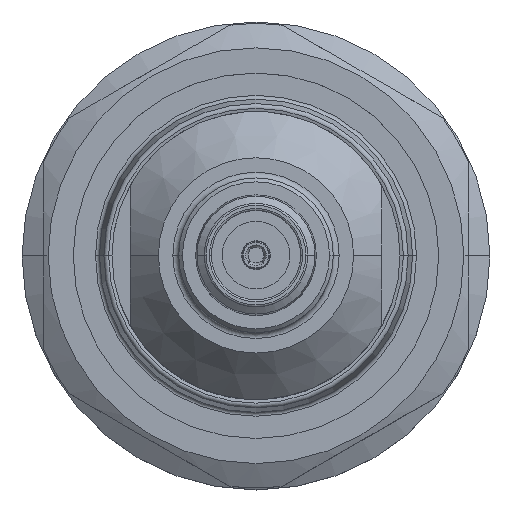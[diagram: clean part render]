
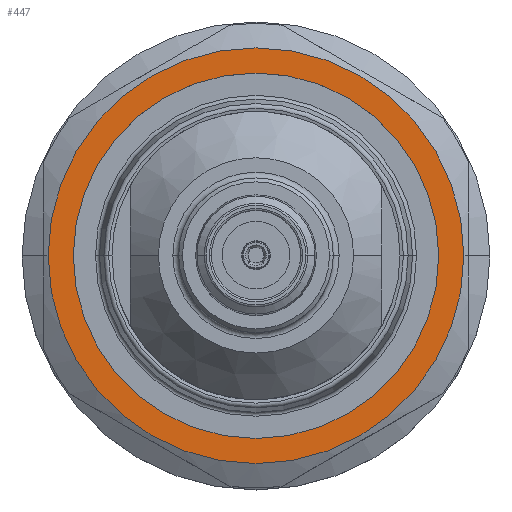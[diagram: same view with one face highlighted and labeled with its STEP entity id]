
A CAD part, top view. The second image highlights one B-rep face of the part: STEP entity #447.
In plain terms, the highlighted planar face has unit normal (0, 0, 1).
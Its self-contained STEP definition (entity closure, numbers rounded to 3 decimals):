
#297 = EDGE_LOOP ( 'NONE', ( #20459, #5359 ) ) ;
#437 = DIRECTION ( 'NONE',  ( 0., 0., -1. ) ) ;
#447 = ADVANCED_FACE ( 'NONE', ( #8314, #8543 ), #11924, .F. ) ;
#564 = CARTESIAN_POINT ( 'NONE',  ( 0., 10.75, -19.23 ) ) ;
#1002 = DIRECTION ( 'NONE',  ( -1., 0., 0. ) ) ;
#1007 = CARTESIAN_POINT ( 'NONE',  ( 10.75, 0., -19.23 ) ) ;
#2059 = CARTESIAN_POINT ( 'NONE',  ( 0., 0., -19.23 ) ) ;
#4001 = DIRECTION ( 'NONE',  ( -1., 0., 0. ) ) ;
#4098 = CARTESIAN_POINT ( 'NONE',  ( 0., 0., -19.23 ) ) ;
#4242 = CIRCLE ( 'NONE', #5913, 9.45 ) ;
#4932 = EDGE_CURVE ( 'NONE', #18689, #13409, #4242, .T. ) ;
#5089 = ORIENTED_EDGE ( 'NONE', *, *, #6179, .T. ) ;
#5359 = ORIENTED_EDGE ( 'NONE', *, *, #15048, .F. ) ;
#5913 = AXIS2_PLACEMENT_3D ( 'NONE', #2059, #437, #6865 ) ;
#6179 = EDGE_CURVE ( 'NONE', #13409, #18689, #7115, .T. ) ;
#6865 = DIRECTION ( 'NONE',  ( -1., 0., 0. ) ) ;
#6872 = EDGE_LOOP ( 'NONE', ( #5089, #7554 ) ) ;
#7115 = CIRCLE ( 'NONE', #13553, 9.45 ) ;
#7554 = ORIENTED_EDGE ( 'NONE', *, *, #4932, .T. ) ;
#8084 = CARTESIAN_POINT ( 'NONE',  ( 0., 0., -19.23 ) ) ;
#8238 = CARTESIAN_POINT ( 'NONE',  ( -10.75, 0., -19.23 ) ) ;
#8314 = FACE_OUTER_BOUND ( 'NONE', #297, .T. ) ;
#8463 = CARTESIAN_POINT ( 'NONE',  ( -9.45, 0., -19.23 ) ) ;
#8543 = FACE_BOUND ( 'NONE', #6872, .T. ) ;
#8745 = AXIS2_PLACEMENT_3D ( 'NONE', #564, #11780, #4001 ) ;
#8785 = VERTEX_POINT ( 'NONE', #8238 ) ;
#8962 = CARTESIAN_POINT ( 'NONE',  ( 0., 0., -19.23 ) ) ;
#10250 = DIRECTION ( 'NONE',  ( 0., 0., -1. ) ) ;
#11043 = CARTESIAN_POINT ( 'NONE',  ( 9.45, 0., -19.23 ) ) ;
#11780 = DIRECTION ( 'NONE',  ( 0., 0., -1. ) ) ;
#11924 = PLANE ( 'NONE',  #8745 ) ;
#13409 = VERTEX_POINT ( 'NONE', #8463 ) ;
#13553 = AXIS2_PLACEMENT_3D ( 'NONE', #8962, #16975, #1002 ) ;
#14389 = DIRECTION ( 'NONE',  ( -1., 0., 0. ) ) ;
#15048 = EDGE_CURVE ( 'NONE', #20193, #8785, #20057, .T. ) ;
#16836 = DIRECTION ( 'NONE',  ( -1., 0., 0. ) ) ;
#16975 = DIRECTION ( 'NONE',  ( 0., 0., -1. ) ) ;
#18689 = VERTEX_POINT ( 'NONE', #11043 ) ;
#19356 = DIRECTION ( 'NONE',  ( 0., 0., -1. ) ) ;
#19549 = CIRCLE ( 'NONE', #20240, 10.75 ) ;
#19989 = EDGE_CURVE ( 'NONE', #8785, #20193, #19549, .T. ) ;
#20057 = CIRCLE ( 'NONE', #20424, 10.75 ) ;
#20193 = VERTEX_POINT ( 'NONE', #1007 ) ;
#20240 = AXIS2_PLACEMENT_3D ( 'NONE', #4098, #10250, #16836 ) ;
#20424 = AXIS2_PLACEMENT_3D ( 'NONE', #8084, #19356, #14389 ) ;
#20459 = ORIENTED_EDGE ( 'NONE', *, *, #19989, .F. ) ;
